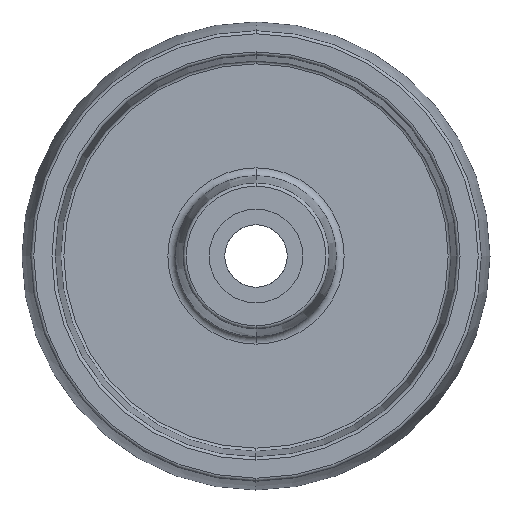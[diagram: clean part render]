
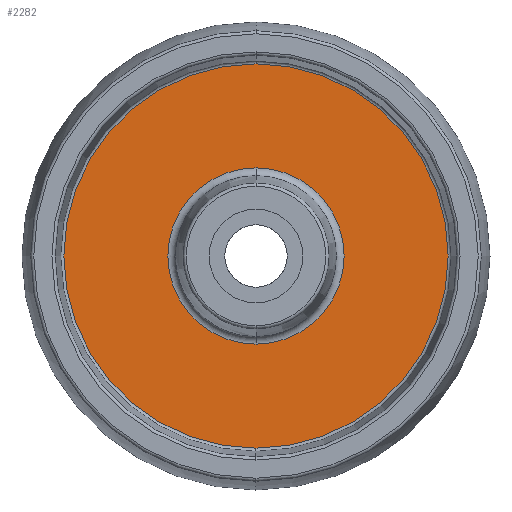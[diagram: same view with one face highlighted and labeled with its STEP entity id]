
A CAD part, left-side view. The second image highlights one B-rep face of the part: STEP entity #2282.
In plain terms, the highlighted planar face has unit normal (-1, 0, 0).
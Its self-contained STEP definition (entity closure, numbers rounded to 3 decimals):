
#67 = AXIS2_PLACEMENT_3D ( 'NONE', #2368, #622, #1403 ) ;
#105 = CIRCLE ( 'NONE', #1273, 28.24 ) ;
#116 = PLANE ( 'NONE',  #2160 ) ;
#137 = VERTEX_POINT ( 'NONE', #1440 ) ;
#149 = DIRECTION ( 'NONE',  ( 0., 0., 1. ) ) ;
#191 = EDGE_CURVE ( 'NONE', #339, #649, #1152, .T. ) ;
#291 = EDGE_LOOP ( 'NONE', ( #1049, #1078 ) ) ;
#339 = VERTEX_POINT ( 'NONE', #1760 ) ;
#354 = CIRCLE ( 'NONE', #2303, 61.595 ) ;
#412 = CARTESIAN_POINT ( 'NONE',  ( 0.299, 6.299, 211.6 ) ) ;
#572 = DIRECTION ( 'NONE',  ( 0., 0., 1. ) ) ;
#622 = DIRECTION ( 'NONE',  ( 1., 0., 0. ) ) ;
#649 = VERTEX_POINT ( 'NONE', #1743 ) ;
#804 = DIRECTION ( 'NONE',  ( 0., 0., 1. ) ) ;
#892 = AXIS2_PLACEMENT_3D ( 'NONE', #1179, #1426, #804 ) ;
#898 = DIRECTION ( 'NONE',  ( -1., 0., 0. ) ) ;
#1000 = CARTESIAN_POINT ( 'NONE',  ( 0.299, 6.299, 150.005 ) ) ;
#1049 = ORIENTED_EDGE ( 'NONE', *, *, #1964, .T. ) ;
#1078 = ORIENTED_EDGE ( 'NONE', *, *, #1211, .T. ) ;
#1152 = CIRCLE ( 'NONE', #67, 28.24 ) ;
#1170 = DIRECTION ( 'NONE',  ( 0., 0., 1. ) ) ;
#1179 = CARTESIAN_POINT ( 'NONE',  ( 0.299, 6.299, 150.005 ) ) ;
#1211 = EDGE_CURVE ( 'NONE', #137, #1940, #354, .T. ) ;
#1273 = AXIS2_PLACEMENT_3D ( 'NONE', #1000, #1775, #1170 ) ;
#1315 = EDGE_CURVE ( 'NONE', #649, #339, #105, .T. ) ;
#1403 = DIRECTION ( 'NONE',  ( 0., 0., 1. ) ) ;
#1426 = DIRECTION ( 'NONE',  ( -1., 0., 0. ) ) ;
#1440 = CARTESIAN_POINT ( 'NONE',  ( 0.299, 6.299, 88.41 ) ) ;
#1743 = CARTESIAN_POINT ( 'NONE',  ( 0.299, 6.299, 121.765 ) ) ;
#1760 = CARTESIAN_POINT ( 'NONE',  ( 0.299, 6.299, 178.245 ) ) ;
#1775 = DIRECTION ( 'NONE',  ( 1., 0., 0. ) ) ;
#1836 = FACE_OUTER_BOUND ( 'NONE', #291, .T. ) ;
#1903 = CARTESIAN_POINT ( 'NONE',  ( 0.299, 6.299, 150.005 ) ) ;
#1940 = VERTEX_POINT ( 'NONE', #412 ) ;
#1944 = CIRCLE ( 'NONE', #892, 61.595 ) ;
#1964 = EDGE_CURVE ( 'NONE', #1940, #137, #1944, .T. ) ;
#2016 = EDGE_LOOP ( 'NONE', ( #2031, #2074 ) ) ;
#2031 = ORIENTED_EDGE ( 'NONE', *, *, #191, .T. ) ;
#2033 = FACE_BOUND ( 'NONE', #2016, .T. ) ;
#2074 = ORIENTED_EDGE ( 'NONE', *, *, #1315, .T. ) ;
#2144 = CARTESIAN_POINT ( 'NONE',  ( 0.299, 68.799, 150.005 ) ) ;
#2160 = AXIS2_PLACEMENT_3D ( 'NONE', #2144, #2470, #149 ) ;
#2282 = ADVANCED_FACE ( 'NONE', ( #2033, #1836 ), #116, .T. ) ;
#2303 = AXIS2_PLACEMENT_3D ( 'NONE', #1903, #898, #572 ) ;
#2368 = CARTESIAN_POINT ( 'NONE',  ( 0.299, 6.299, 150.005 ) ) ;
#2470 = DIRECTION ( 'NONE',  ( -1., 0., 0. ) ) ;
